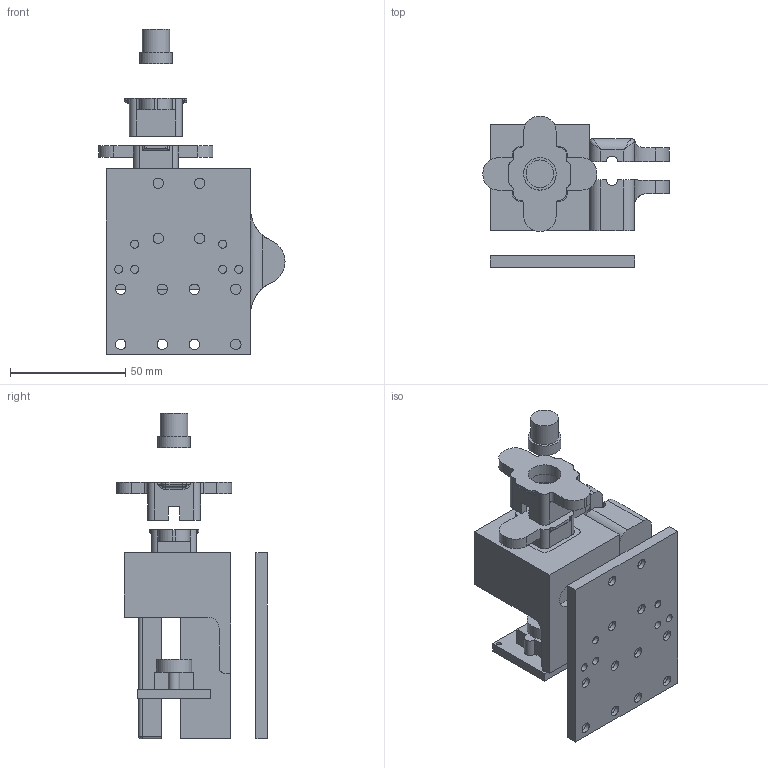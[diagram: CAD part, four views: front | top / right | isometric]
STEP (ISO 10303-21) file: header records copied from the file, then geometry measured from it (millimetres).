
FILE_DESCRIPTION(/* description */ (''),/* implementation_level */ '2;1');
FILE_NAME(/* name */ 'Camera_Pipette_magnetic-holder.step',/* time_stamp */ '2022-04-20T13:33:31+02:00',/* author */ (''),/* organization */ (''),/* preprocessor_version */ 'ST-DEVELOPER v18.1',/* originating_system */ 'Autodesk Translation Framework v10.14.0.1471',/* authorisation */ '');
FILE_SCHEMA (('AUTOMOTIVE_DESIGN { 1 0 10303 214 3 1 1 }'));
Length unit declared in the file: millimetre
Products named in the file (1): Support magnétique axe X V2
Bounding box: 80.88 x 65.58 x 141.43 mm (x, y, z)
Volume: 131863.5 mm3; surface area: 70839.6 mm2
Topology: 9 solids, 9 shells, 379 faces, 904 edges, 584 vertices
Faces by surface type: plane 190, cylinder 157, torus 16, bspline 16
Full cylindrical faces by diameter (mm): 2 x12, 3.5 x6, 4 x4, 4.5 x12, 7 x14, 10.2 x2, 10.25 x2, 10.5 x17, 12 x1, 14.15 x1, 14.2 x2, 15.3 x1, 17.4 x1
Entity records: 11706 total; most frequent: CARTESIAN_POINT 2540, DIRECTION 1938, ORIENTED_EDGE 1796, EDGE_CURVE 898, AXIS2_PLACEMENT_3D 718, VERTEX_POINT 584, LINE 502, VECTOR 502
